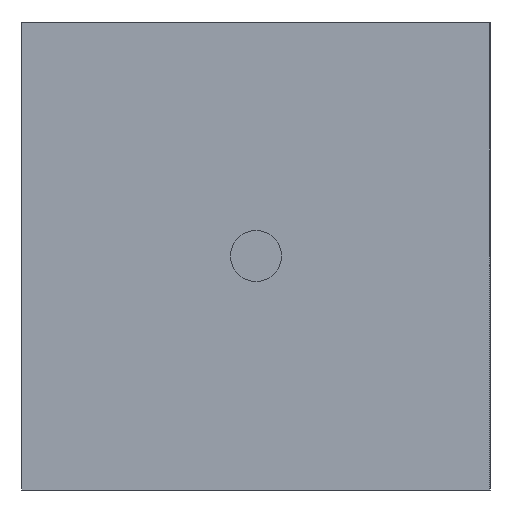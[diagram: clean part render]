
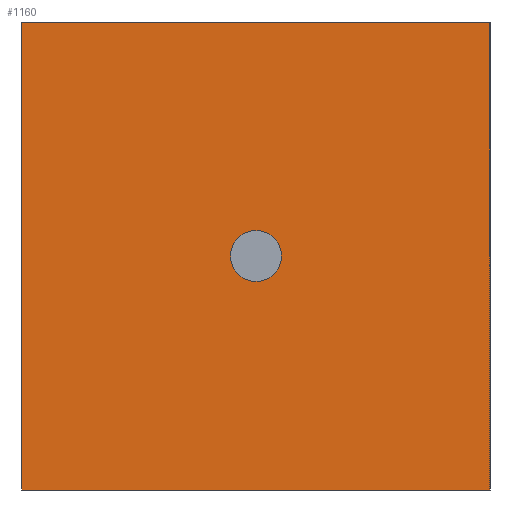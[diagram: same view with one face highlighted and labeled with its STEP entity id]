
A CAD part, left-side view. The second image highlights one B-rep face of the part: STEP entity #1160.
In plain terms, the highlighted planar face has unit normal (-1, 0, 0).
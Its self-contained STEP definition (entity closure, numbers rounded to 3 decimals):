
#1047=CARTESIAN_POINT('Vertex',(-328.,-55.,55.)) ;
#1066=CARTESIAN_POINT('Vertex',(-328.,55.,55.)) ;
#1069=CARTESIAN_POINT('Line Origine',(-328.,0.,55.)) ;
#1093=CARTESIAN_POINT('Vertex',(-328.,55.,-55.)) ;
#1096=CARTESIAN_POINT('Line Origine',(-328.,55.,0.)) ;
#1119=CARTESIAN_POINT('Axis2P3D Location',(-328.,55.,-55.)) ;
#1124=CARTESIAN_POINT('Line Origine',(-328.,0.,-55.)) ;
#1128=CARTESIAN_POINT('Vertex',(-328.,-55.,-55.)) ;
#1131=CARTESIAN_POINT('Line Origine',(-328.,-55.,0.)) ;
#1142=CARTESIAN_POINT('Axis2P3D Location',(-328.,0.,0.)) ;
#1146=CARTESIAN_POINT('Vertex',(-328.,0.,-6.)) ;
#1148=CARTESIAN_POINT('Vertex',(-328.,0.,6.)) ;
#1151=CARTESIAN_POINT('Axis2P3D Location',(-328.,0.,0.)) ;
#1070=DIRECTION('Vector Direction',(0.,1.,0.)) ;
#1097=DIRECTION('Vector Direction',(0.,0.,1.)) ;
#1120=DIRECTION('Axis2P3D Direction',(-1.,-0.,-0.)) ;
#1121=DIRECTION('Axis2P3D XDirection',(0.,0.,-1.)) ;
#1125=DIRECTION('Vector Direction',(0.,1.,0.)) ;
#1132=DIRECTION('Vector Direction',(0.,0.,1.)) ;
#1143=DIRECTION('Axis2P3D Direction',(-1.,-0.,-0.)) ;
#1152=DIRECTION('Axis2P3D Direction',(-1.,-0.,-0.)) ;
#1122=AXIS2_PLACEMENT_3D('Plane Axis2P3D',#1119,#1120,#1121) ;
#1144=AXIS2_PLACEMENT_3D('Circle Axis2P3D',#1142,#1143,$) ;
#1153=AXIS2_PLACEMENT_3D('Circle Axis2P3D',#1151,#1152,$) ;
#1137=ORIENTED_EDGE('',*,*,#1130,.F.) ;
#1138=ORIENTED_EDGE('',*,*,#1135,.T.) ;
#1139=ORIENTED_EDGE('',*,*,#1073,.T.) ;
#1140=ORIENTED_EDGE('',*,*,#1100,.F.) ;
#1157=ORIENTED_EDGE('',*,*,#1150,.F.) ;
#1158=ORIENTED_EDGE('',*,*,#1155,.F.) ;
#1159=FACE_BOUND('',#1156,.T.) ;
#1071=VECTOR('Line Direction',#1070,1.) ;
#1098=VECTOR('Line Direction',#1097,1.) ;
#1126=VECTOR('Line Direction',#1125,1.) ;
#1133=VECTOR('Line Direction',#1132,1.) ;
#1160=ADVANCED_FACE('PartBody ( SA_80-50_50_SICHERHEITS-ABSTECKER - *MASTER - *SET1 - *DIT1 - SA 80-50_50 - *SET3 - *SOL1 - *SOL1 )',(#1141,#1159),#1123,.T.) ;
#1145=CIRCLE('generated circle',#1144,6.) ;
#1154=CIRCLE('generated circle',#1153,6.) ;
#1073=EDGE_CURVE('',#1048,#1067,#1072,.T.) ;
#1100=EDGE_CURVE('',#1094,#1067,#1099,.T.) ;
#1130=EDGE_CURVE('',#1129,#1094,#1127,.T.) ;
#1135=EDGE_CURVE('',#1129,#1048,#1134,.T.) ;
#1150=EDGE_CURVE('',#1147,#1149,#1145,.T.) ;
#1155=EDGE_CURVE('',#1149,#1147,#1154,.T.) ;
#1136=EDGE_LOOP('',(#1137,#1138,#1139,#1140)) ;
#1156=EDGE_LOOP('',(#1157,#1158)) ;
#1141=FACE_OUTER_BOUND('',#1136,.T.) ;
#1072=LINE('Line',#1069,#1071) ;
#1099=LINE('Line',#1096,#1098) ;
#1127=LINE('Line',#1124,#1126) ;
#1134=LINE('Line',#1131,#1133) ;
#1123=PLANE('Plane',#1122) ;
#1048=VERTEX_POINT('',#1047) ;
#1067=VERTEX_POINT('',#1066) ;
#1094=VERTEX_POINT('',#1093) ;
#1129=VERTEX_POINT('',#1128) ;
#1147=VERTEX_POINT('',#1146) ;
#1149=VERTEX_POINT('',#1148) ;
